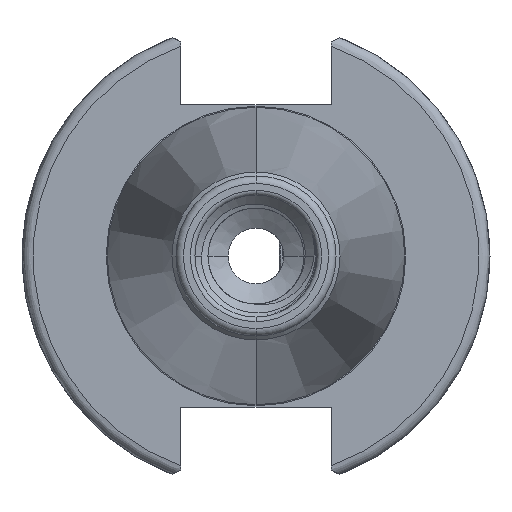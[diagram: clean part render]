
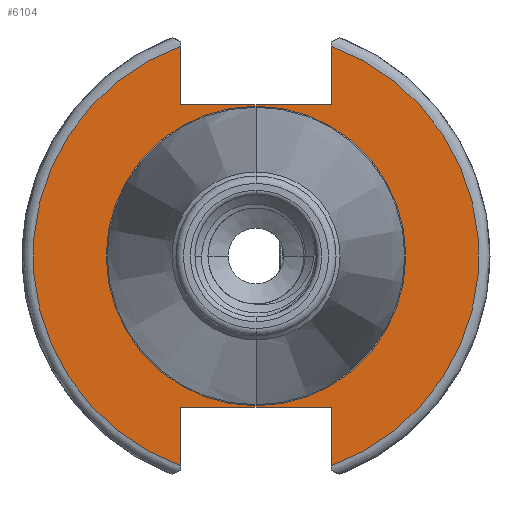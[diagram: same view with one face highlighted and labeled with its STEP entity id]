
A CAD part, left-side view. The second image highlights one B-rep face of the part: STEP entity #6104.
In plain terms, the highlighted planar face has unit normal (-1, 0, 0).
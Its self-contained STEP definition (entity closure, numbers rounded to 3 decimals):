
#276 = VERTEX_POINT ( 'NONE', #15050 ) ;
#280 = VERTEX_POINT ( 'NONE', #15060 ) ;
#296 = VERTEX_POINT ( 'NONE', #15102 ) ;
#313 = VERTEX_POINT ( 'NONE', #15137 ) ;
#314 = VERTEX_POINT ( 'NONE', #15156 ) ;
#322 = VERTEX_POINT ( 'NONE', #15111 ) ;
#346 = VERTEX_POINT ( 'NONE', #15125 ) ;
#347 = VERTEX_POINT ( 'NONE', #15143 ) ;
#503 = VERTEX_POINT ( 'NONE', #15330 ) ;
#549 = VERTEX_POINT ( 'NONE', #15319 ) ;
#651 = ORIENTED_EDGE ( 'NONE', *, *, #12422, .F. ) ;
#674 = ORIENTED_EDGE ( 'NONE', *, *, #12426, .T. ) ;
#679 = ORIENTED_EDGE ( 'NONE', *, *, #12383, .T. ) ;
#681 = ORIENTED_EDGE ( 'NONE', *, *, #12602, .F. ) ;
#689 = ORIENTED_EDGE ( 'NONE', *, *, #12549, .F. ) ;
#695 = ORIENTED_EDGE ( 'NONE', *, *, #12387, .T. ) ;
#696 = ORIENTED_EDGE ( 'NONE', *, *, #12587, .F. ) ;
#720 = ORIENTED_EDGE ( 'NONE', *, *, #12453, .T. ) ;
#756 = ORIENTED_EDGE ( 'NONE', *, *, #12088, .F. ) ;
#757 = ORIENTED_EDGE ( 'NONE', *, *, #12535, .T. ) ;
#2048 = LINE ( 'NONE', #9852, #2074 ) ;
#2060 = LINE ( 'NONE', #9685, #2061 ) ;
#2061 = VECTOR ( 'NONE', #9665, 1000. ) ;
#2074 = VECTOR ( 'NONE', #9853, 1000. ) ;
#2075 = CIRCLE ( 'NONE', #11711, 23.9 ) ;
#2076 = CIRCLE ( 'NONE', #11779, 23.9 ) ;
#2280 = DIRECTION ( 'NONE',  ( 1., 0., 0. ) ) ;
#2288 = CARTESIAN_POINT ( 'NONE',  ( -4., 16.062, 0. ) ) ;
#2290 = DIRECTION ( 'NONE',  ( 0., 0., -1. ) ) ;
#2301 = PLANE ( 'NONE',  #11142 ) ;
#4116 = DIRECTION ( 'NONE',  ( 0., 0., 1. ) ) ;
#4120 = DIRECTION ( 'NONE',  ( -1., 0., 0. ) ) ;
#4125 = CARTESIAN_POINT ( 'NONE',  ( -4., 0., 0. ) ) ;
#6104 = ADVANCED_FACE ( 'NONE', ( #12494, #12502 ), #2301, .F. ) ;
#8886 = DIRECTION ( 'NONE',  ( 0., -1., 0. ) ) ;
#8888 = CARTESIAN_POINT ( 'NONE',  ( -4., -8.075, 16.2 ) ) ;
#8931 = DIRECTION ( 'NONE',  ( -1., 0., 0. ) ) ;
#8955 = CARTESIAN_POINT ( 'NONE',  ( -4., 0., 0. ) ) ;
#8960 = DIRECTION ( 'NONE',  ( 0., 0., 1. ) ) ;
#9605 = CARTESIAN_POINT ( 'NONE',  ( -4., 8.075, -25.1 ) ) ;
#9617 = DIRECTION ( 'NONE',  ( 0., -1., 0. ) ) ;
#9636 = DIRECTION ( 'NONE',  ( 0., 0., 1. ) ) ;
#9637 = CARTESIAN_POINT ( 'NONE',  ( -4., -8.075, -16.2 ) ) ;
#9650 = DIRECTION ( 'NONE',  ( 0., 0., 1. ) ) ;
#9654 = CARTESIAN_POINT ( 'NONE',  ( -4., 0., 0. ) ) ;
#9665 = DIRECTION ( 'NONE',  ( 0., 0., 1. ) ) ;
#9668 = DIRECTION ( 'NONE',  ( -1., 0., 0. ) ) ;
#9685 = CARTESIAN_POINT ( 'NONE',  ( -4., -8.075, -25.1 ) ) ;
#9697 = CARTESIAN_POINT ( 'NONE',  ( -4., 0., 0. ) ) ;
#9720 = DIRECTION ( 'NONE',  ( -1., 0., 0. ) ) ;
#9736 = DIRECTION ( 'NONE',  ( 0., 0., 1. ) ) ;
#9852 = CARTESIAN_POINT ( 'NONE',  ( -4., -8.075, 25.1 ) ) ;
#9853 = DIRECTION ( 'NONE',  ( 0., 0., -1. ) ) ;
#9876 = CARTESIAN_POINT ( 'NONE',  ( -4., 8.075, 25.1 ) ) ;
#9911 = DIRECTION ( 'NONE',  ( 0., 0., -1. ) ) ;
#9925 = LINE ( 'NONE', #9637, #9927 ) ;
#9927 = VECTOR ( 'NONE', #9617, 1000. ) ;
#9951 = LINE ( 'NONE', #9605, #9953 ) ;
#9953 = VECTOR ( 'NONE', #9636, 1000. ) ;
#11142 = AXIS2_PLACEMENT_3D ( 'NONE', #2288, #2280, #2290 ) ;
#11538 = AXIS2_PLACEMENT_3D ( 'NONE', #4125, #4120, #4116 ) ;
#11711 = AXIS2_PLACEMENT_3D ( 'NONE', #9654, #9668, #9650 ) ;
#11779 = AXIS2_PLACEMENT_3D ( 'NONE', #9697, #9720, #9736 ) ;
#11873 = AXIS2_PLACEMENT_3D ( 'NONE', #8955, #8931, #8960 ) ;
#12088 = EDGE_CURVE ( 'NONE', #549, #503, #14165, .T. ) ;
#12383 = EDGE_CURVE ( 'NONE', #346, #280, #9951, .T. ) ;
#12387 = EDGE_CURVE ( 'NONE', #280, #322, #9925, .T. ) ;
#12422 = EDGE_CURVE ( 'NONE', #347, #322, #2060, .T. ) ;
#12426 = EDGE_CURVE ( 'NONE', #347, #313, #2075, .T. ) ;
#12453 = EDGE_CURVE ( 'NONE', #276, #346, #2076, .T. ) ;
#12494 = FACE_OUTER_BOUND ( 'NONE', #15605, .T. ) ;
#12502 = FACE_BOUND ( 'NONE', #15568, .T. ) ;
#12535 = EDGE_CURVE ( 'NONE', #313, #314, #2048, .T. ) ;
#12549 = EDGE_CURVE ( 'NONE', #276, #296, #15357, .T. ) ;
#12587 = EDGE_CURVE ( 'NONE', #296, #314, #15381, .T. ) ;
#12602 = EDGE_CURVE ( 'NONE', #503, #549, #15754, .T. ) ;
#14165 = CIRCLE ( 'NONE', #11538, 16.062 ) ;
#15050 = CARTESIAN_POINT ( 'NONE',  ( -4., 8.075, 22.495 ) ) ;
#15060 = CARTESIAN_POINT ( 'NONE',  ( -4., 8.075, -16.2 ) ) ;
#15102 = CARTESIAN_POINT ( 'NONE',  ( -4., 8.075, 16.2 ) ) ;
#15111 = CARTESIAN_POINT ( 'NONE',  ( -4., -8.075, -16.2 ) ) ;
#15125 = CARTESIAN_POINT ( 'NONE',  ( -4., 8.075, -22.495 ) ) ;
#15137 = CARTESIAN_POINT ( 'NONE',  ( -4., -8.075, 22.495 ) ) ;
#15143 = CARTESIAN_POINT ( 'NONE',  ( -4., -8.075, -22.495 ) ) ;
#15156 = CARTESIAN_POINT ( 'NONE',  ( -4., -8.075, 16.2 ) ) ;
#15319 = CARTESIAN_POINT ( 'NONE',  ( -4., 0., -16.062 ) ) ;
#15330 = CARTESIAN_POINT ( 'NONE',  ( -4., 0., 16.062 ) ) ;
#15357 = LINE ( 'NONE', #9876, #15360 ) ;
#15360 = VECTOR ( 'NONE', #9911, 1000. ) ;
#15381 = LINE ( 'NONE', #8888, #15383 ) ;
#15383 = VECTOR ( 'NONE', #8886, 1000. ) ;
#15568 = EDGE_LOOP ( 'NONE', ( #681, #756 ) ) ;
#15605 = EDGE_LOOP ( 'NONE', ( #720, #679, #695, #651, #674, #757, #696, #689 ) ) ;
#15754 = CIRCLE ( 'NONE', #11873, 16.062 ) ;
